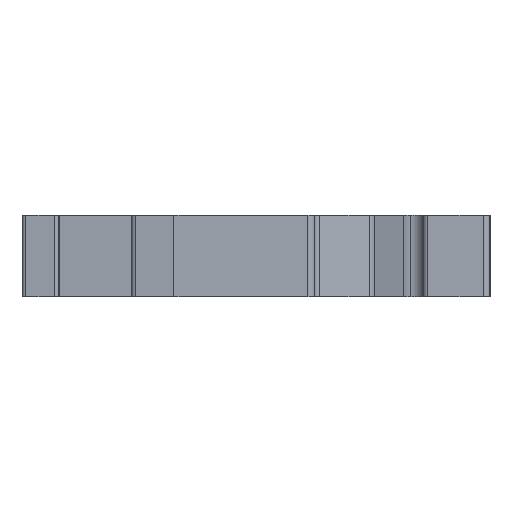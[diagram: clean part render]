
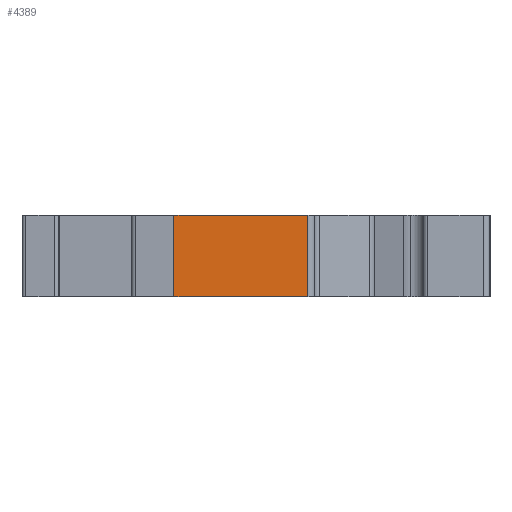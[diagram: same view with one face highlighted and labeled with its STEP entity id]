
A CAD part, left-side view. The second image highlights one B-rep face of the part: STEP entity #4389.
In plain terms, the highlighted planar face has unit normal (-1, 0, 0).
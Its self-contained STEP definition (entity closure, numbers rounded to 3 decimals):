
#990=DIRECTION('',(0.,0.,1.));
#991=VECTOR('',#990,6.1);
#992=CARTESIAN_POINT('',(-28.,7.7,-3.4));
#993=LINE('',#992,#991);
#994=DIRECTION('',(0.,1.,0.));
#995=VECTOR('',#994,10.07);
#996=CARTESIAN_POINT('',(-28.,7.7,-3.4));
#997=LINE('',#996,#995);
#998=DIRECTION('',(0.,-1.,0.));
#999=VECTOR('',#998,10.07);
#1000=CARTESIAN_POINT('',(-28.,17.77,2.7));
#1001=LINE('',#1000,#999);
#1002=DIRECTION('',(0.,0.,-1.));
#1003=VECTOR('',#1002,6.1);
#1004=CARTESIAN_POINT('',(-28.,17.77,2.7));
#1005=LINE('',#1004,#1003);
#2577=CARTESIAN_POINT('',(-28.,17.77,-3.4));
#2578=VERTEX_POINT('',#2577);
#2579=CARTESIAN_POINT('',(-28.,7.7,-3.4));
#2580=VERTEX_POINT('',#2579);
#2844=CARTESIAN_POINT('',(-28.,7.7,2.7));
#2845=VERTEX_POINT('',#2844);
#2846=CARTESIAN_POINT('',(-28.,17.77,2.7));
#2847=VERTEX_POINT('',#2846);
#4377=CARTESIAN_POINT('',(-28.,-6.,2.7));
#4378=DIRECTION('',(1.,0.,0.));
#4379=DIRECTION('',(0.,1.,0.));
#4380=AXIS2_PLACEMENT_3D('',#4377,#4378,#4379);
#4381=PLANE('',#4380);
#4382=ORIENTED_EDGE('',*,*,#3407,.T.);
#4384=ORIENTED_EDGE('',*,*,#4383,.F.);
#4385=ORIENTED_EDGE('',*,*,#3664,.T.);
#4386=ORIENTED_EDGE('',*,*,#4372,.F.);
#4387=EDGE_LOOP('',(#4382,#4384,#4385,#4386));
#4388=FACE_OUTER_BOUND('',#4387,.F.);
#4389=ADVANCED_FACE('',(#4388),#4381,.F.);
#3407=EDGE_CURVE('',#2580,#2578,#997,.T.);
#3664=EDGE_CURVE('',#2847,#2845,#1001,.T.);
#4372=EDGE_CURVE('',#2580,#2845,#993,.T.);
#4383=EDGE_CURVE('',#2847,#2578,#1005,.T.);
